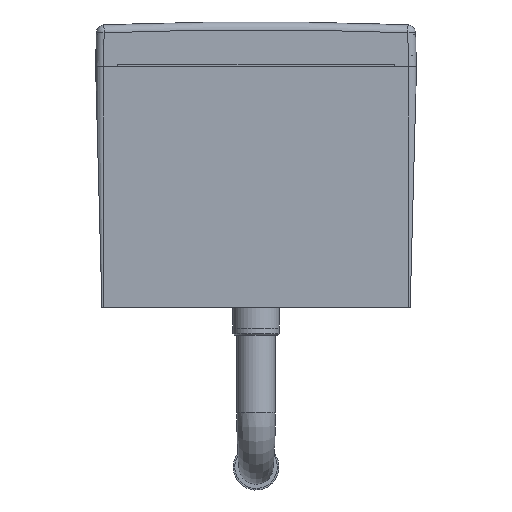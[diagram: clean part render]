
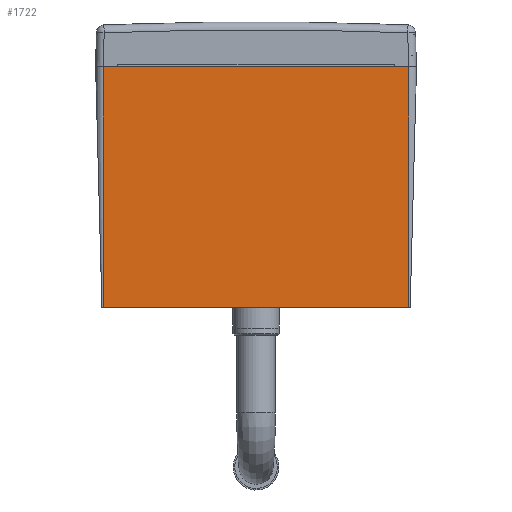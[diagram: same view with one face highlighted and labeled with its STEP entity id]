
A CAD part, left-side view. The second image highlights one B-rep face of the part: STEP entity #1722.
In plain terms, the highlighted planar face has unit normal (-1, 0, -0.016).
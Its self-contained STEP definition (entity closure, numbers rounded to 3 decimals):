
#93=LINE('',#3476,#224);
#97=LINE('',#3490,#228);
#98=LINE('',#3492,#229);
#165=LINE('',#3653,#296);
#166=LINE('',#3658,#297);
#168=LINE('',#3665,#299);
#224=VECTOR('',#2626,1000.);
#228=VECTOR('',#2640,1000.);
#229=VECTOR('',#2643,1000.);
#296=VECTOR('',#2784,1000.);
#297=VECTOR('',#2793,1000.);
#299=VECTOR('',#2803,1000.);
#387=PLANE('',#2285);
#803=ORIENTED_EDGE('',*,*,#983,.T.);
#804=ORIENTED_EDGE('',*,*,#990,.T.);
#805=ORIENTED_EDGE('',*,*,#1077,.T.);
#806=ORIENTED_EDGE('',*,*,#991,.F.);
#807=ORIENTED_EDGE('',*,*,#1072,.T.);
#808=ORIENTED_EDGE('',*,*,#1080,.T.);
#983=EDGE_CURVE('',#1176,#1175,#93,.T.);
#990=EDGE_CURVE('',#1175,#1180,#97,.F.);
#991=EDGE_CURVE('',#1181,#1182,#98,.T.);
#1072=EDGE_CURVE('',#1181,#1237,#165,.T.);
#1077=EDGE_CURVE('',#1180,#1182,#166,.T.);
#1080=EDGE_CURVE('',#1237,#1176,#168,.T.);
#1175=VERTEX_POINT('',#3475);
#1176=VERTEX_POINT('',#3477);
#1180=VERTEX_POINT('',#3489);
#1181=VERTEX_POINT('',#3493);
#1182=VERTEX_POINT('',#3494);
#1237=VERTEX_POINT('',#3652);
#1436=EDGE_LOOP('',(#803,#804,#805,#806,#807,#808));
#1569=FACE_BOUND('',#1436,.T.);
#1722=ADVANCED_FACE('',(#1569),#387,.T.);
#2285=AXIS2_PLACEMENT_3D('',#3664,#2801,#2802);
#2626=DIRECTION('',(0.,-1.,0.));
#2640=DIRECTION('',(0.016,0.,-1.));
#2643=DIRECTION('',(0.,-1.,0.));
#2784=DIRECTION('',(0.,1.,0.));
#2793=DIRECTION('',(0.,1.,0.));
#2801=DIRECTION('',(-1.,0.,-0.016));
#2802=DIRECTION('',(-0.016,0.,1.));
#2803=DIRECTION('',(0.016,0.,-1.));
#3475=CARTESIAN_POINT('',(4.954,-197.,-295.));
#3476=CARTESIAN_POINT('',(4.954,336.106,-295.));
#3477=CARTESIAN_POINT('',(4.954,197.,-295.));
#3489=CARTESIAN_POINT('',(-0.146,-197.,15.));
#3490=CARTESIAN_POINT('',(-0.146,-197.,15.));
#3492=CARTESIAN_POINT('',(-0.146,336.106,15.));
#3493=CARTESIAN_POINT('',(-0.146,178.5,15.));
#3494=CARTESIAN_POINT('',(-0.146,-178.5,15.));
#3652=CARTESIAN_POINT('',(-0.146,197.,15.));
#3653=CARTESIAN_POINT('',(-0.146,178.5,15.));
#3658=CARTESIAN_POINT('',(-0.146,-207.,15.));
#3664=CARTESIAN_POINT('',(-0.146,336.106,15.));
#3665=CARTESIAN_POINT('',(4.954,197.,-295.));
